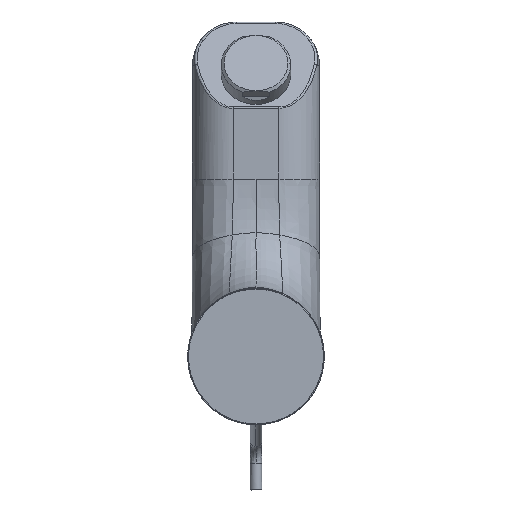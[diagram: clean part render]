
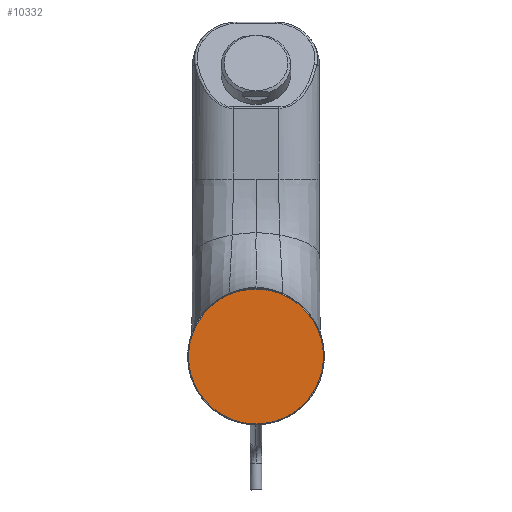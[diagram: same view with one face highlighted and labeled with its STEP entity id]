
A CAD part, front view. The second image highlights one B-rep face of the part: STEP entity #10332.
In plain terms, the highlighted planar face has unit normal (0, -1, 0).
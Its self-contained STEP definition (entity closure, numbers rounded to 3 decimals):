
#116 = AXIS2_PLACEMENT_3D ( 'NONE', #12977, #11799, #14057 ) ;
#273 = CARTESIAN_POINT ( 'NONE',  ( 0.053, 0., 23.194 ) ) ;
#681 = CARTESIAN_POINT ( 'NONE',  ( -0.158, 0., -23.194 ) ) ;
#2325 = CARTESIAN_POINT ( 'NONE',  ( -0.158, 0., -23.194 ) ) ;
#2769 = ORIENTED_EDGE ( 'NONE', *, *, #8187, .F. ) ;
#3335 = EDGE_CURVE ( 'NONE', #8636, #13167, #11402, .T. ) ;
#3421 = ORIENTED_EDGE ( 'NONE', *, *, #14560, .F. ) ;
#3525 = CARTESIAN_POINT ( 'NONE',  ( 0., 0., -23.194 ) ) ;
#3853 = ORIENTED_EDGE ( 'NONE', *, *, #3335, .F. ) ;
#4040 = EDGE_CURVE ( 'NONE', #13167, #8020, #15587, .T. ) ;
#4737 = CARTESIAN_POINT ( 'NONE',  ( 0., 0., 23.194 ) ) ;
#6319 = FACE_OUTER_BOUND ( 'NONE', #14621, .T. ) ;
#6326 = CARTESIAN_POINT ( 'NONE',  ( 0.158, 0., 23.194 ) ) ;
#7115 = CARTESIAN_POINT ( 'NONE',  ( -46.075, 0., 23.194 ) ) ;
#7571 = CARTESIAN_POINT ( 'NONE',  ( 0., 0., 23.194 ) ) ;
#8020 = VERTEX_POINT ( 'NONE', #11002 ) ;
#8187 = EDGE_CURVE ( 'NONE', #8020, #13976, #13131, .T. ) ;
#8636 = VERTEX_POINT ( 'NONE', #681 ) ;
#8825 = CARTESIAN_POINT ( 'NONE',  ( 0.158, 0., 23.194 ) ) ;
#9062 =( BOUNDED_CURVE ( )  B_SPLINE_CURVE ( 3, ( #3525, #11188, #10135, #2325 ),
 .UNSPECIFIED., .F., .F. ) 
 B_SPLINE_CURVE_WITH_KNOTS ( ( 4, 4 ),
 ( 0., 0.002 ),
 .UNSPECIFIED. ) 
 CURVE ( )  GEOMETRIC_REPRESENTATION_ITEM ( )  RATIONAL_B_SPLINE_CURVE ( ( 1., 1., 1., 1. ) ) 
 REPRESENTATION_ITEM ( '' )  );
#9911 = ORIENTED_EDGE ( 'NONE', *, *, #4040, .F. ) ;
#10135 = CARTESIAN_POINT ( 'NONE',  ( -0.105, 0., -23.194 ) ) ;
#10205 = CARTESIAN_POINT ( 'NONE',  ( 0., 0., -23.194 ) ) ;
#10332 = ADVANCED_FACE ( 'NONE', ( #6319 ), #14161, .T. ) ;
#10654 = CARTESIAN_POINT ( 'NONE',  ( 0., 0., 23.194 ) ) ;
#10703 = CARTESIAN_POINT ( 'NONE',  ( -0.158, 0., -23.194 ) ) ;
#11002 = CARTESIAN_POINT ( 'NONE',  ( 0.158, 0., 23.194 ) ) ;
#11188 = CARTESIAN_POINT ( 'NONE',  ( -0.053, 0., -23.194 ) ) ;
#11402 =( BOUNDED_CURVE ( )  B_SPLINE_CURVE ( 3, ( #10703, #12076, #7115, #10654 ),
 .UNSPECIFIED., .F., .T. ) 
 B_SPLINE_CURVE_WITH_KNOTS ( ( 4, 4 ),
 ( 0.002, 1. ),
 .UNSPECIFIED. ) 
 CURVE ( )  GEOMETRIC_REPRESENTATION_ITEM ( )  RATIONAL_B_SPLINE_CURVE ( ( 1., 0.336, 0.336, 1. ) ) 
 REPRESENTATION_ITEM ( '' )  );
#11799 = DIRECTION ( 'NONE',  ( 0., -1., 0. ) ) ;
#12076 = CARTESIAN_POINT ( 'NONE',  ( -46.231, 0., -22.88 ) ) ;
#12252 = CARTESIAN_POINT ( 'NONE',  ( 46.075, 0., -23.194 ) ) ;
#12977 = CARTESIAN_POINT ( 'NONE',  ( 0., 0., 0. ) ) ;
#13131 =( BOUNDED_CURVE ( )  B_SPLINE_CURVE ( 3, ( #6326, #13407, #12252, #14561 ),
 .UNSPECIFIED., .F., .F. ) 
 B_SPLINE_CURVE_WITH_KNOTS ( ( 4, 4 ),
 ( 0.002, 1. ),
 .UNSPECIFIED. ) 
 CURVE ( )  GEOMETRIC_REPRESENTATION_ITEM ( )  RATIONAL_B_SPLINE_CURVE ( ( 1., 0.336, 0.336, 1. ) ) 
 REPRESENTATION_ITEM ( '' )  );
#13167 = VERTEX_POINT ( 'NONE', #4737 ) ;
#13407 = CARTESIAN_POINT ( 'NONE',  ( 46.231, 0., 22.88 ) ) ;
#13976 = VERTEX_POINT ( 'NONE', #10205 ) ;
#14057 = DIRECTION ( 'NONE',  ( 0., 0., -1. ) ) ;
#14161 = PLANE ( 'NONE',  #116 ) ;
#14560 = EDGE_CURVE ( 'NONE', #13976, #8636, #9062, .T. ) ;
#14561 = CARTESIAN_POINT ( 'NONE',  ( 0., 0., -23.194 ) ) ;
#14621 = EDGE_LOOP ( 'NONE', ( #3421, #2769, #9911, #3853 ) ) ;
#14716 = CARTESIAN_POINT ( 'NONE',  ( 0.105, 0., 23.194 ) ) ;
#15587 =( BOUNDED_CURVE ( )  B_SPLINE_CURVE ( 3, ( #7571, #273, #14716, #8825 ),
 .UNSPECIFIED., .F., .T. ) 
 B_SPLINE_CURVE_WITH_KNOTS ( ( 4, 4 ),
 ( 0., 0.002 ),
 .UNSPECIFIED. ) 
 CURVE ( )  GEOMETRIC_REPRESENTATION_ITEM ( )  RATIONAL_B_SPLINE_CURVE ( ( 1., 1., 1., 1. ) ) 
 REPRESENTATION_ITEM ( '' )  );
